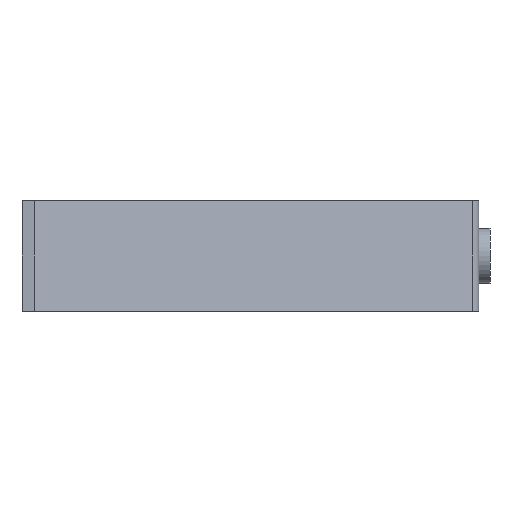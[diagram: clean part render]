
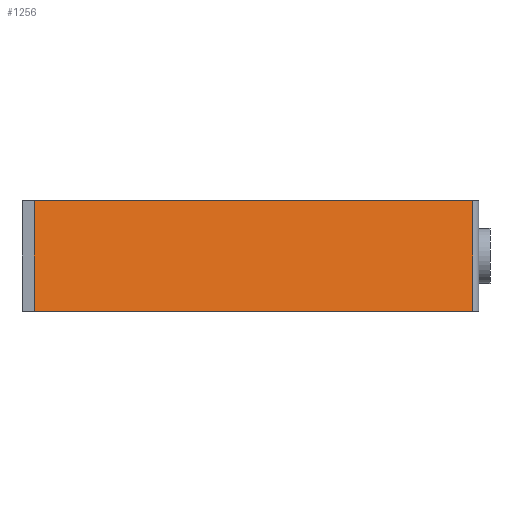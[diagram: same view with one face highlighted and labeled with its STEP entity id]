
A CAD part, left-side view. The second image highlights one B-rep face of the part: STEP entity #1256.
In plain terms, the highlighted planar face has unit normal (-0.906, -0.423, 0).
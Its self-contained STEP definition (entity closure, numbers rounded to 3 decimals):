
#22 = DIRECTION ( 'NONE',  ( -0.423, 0.906, 0. ) ) ;
#27 = DIRECTION ( 'NONE',  ( 0.906, 0.423, 0. ) ) ;
#29 = DIRECTION ( 'NONE',  ( 0., 0., 1. ) ) ;
#38 = CARTESIAN_POINT ( 'NONE',  ( 38.608, -163.69, 20. ) ) ;
#127 = LINE ( 'NONE', #132, #899 ) ;
#132 = CARTESIAN_POINT ( 'NONE',  ( 39.685, -166., 20. ) ) ;
#166 = DIRECTION ( 'NONE',  ( 0., 0., -1. ) ) ;
#183 = VERTEX_POINT ( 'NONE', #1099 ) ;
#191 = CARTESIAN_POINT ( 'NONE',  ( 39.685, -166., -20. ) ) ;
#200 = VECTOR ( 'NONE', #508, 1000. ) ;
#213 = PLANE ( 'NONE',  #516 ) ;
#218 = EDGE_CURVE ( 'NONE', #1176, #183, #600, .T. ) ;
#219 = FACE_OUTER_BOUND ( 'NONE', #916, .T. ) ;
#226 = LINE ( 'NONE', #38, #731 ) ;
#333 = CARTESIAN_POINT ( 'NONE',  ( 38.608, -163.69, 20. ) ) ;
#396 = EDGE_CURVE ( 'NONE', #512, #1176, #577, .T. ) ;
#427 = ORIENTED_EDGE ( 'NONE', *, *, #749, .F. ) ;
#508 = DIRECTION ( 'NONE',  ( 0.423, -0.906, 0. ) ) ;
#512 = VERTEX_POINT ( 'NONE', #685 ) ;
#516 = AXIS2_PLACEMENT_3D ( 'NONE', #613, #27, #22 ) ;
#577 = LINE ( 'NONE', #1249, #1143 ) ;
#600 = LINE ( 'NONE', #191, #200 ) ;
#612 = ORIENTED_EDGE ( 'NONE', *, *, #774, .T. ) ;
#613 = CARTESIAN_POINT ( 'NONE',  ( 39.685, -166., 20. ) ) ;
#685 = CARTESIAN_POINT ( 'NONE',  ( -35.624, -4.5, 20. ) ) ;
#726 = CARTESIAN_POINT ( 'NONE',  ( -35.624, -4.5, -20. ) ) ;
#731 = VECTOR ( 'NONE', #29, 1000. ) ;
#749 = EDGE_CURVE ( 'NONE', #512, #1241, #127, .T. ) ;
#774 = EDGE_CURVE ( 'NONE', #183, #1241, #226, .T. ) ;
#899 = VECTOR ( 'NONE', #1115, 1000. ) ;
#916 = EDGE_LOOP ( 'NONE', ( #927, #612, #427, #966 ) ) ;
#927 = ORIENTED_EDGE ( 'NONE', *, *, #218, .T. ) ;
#966 = ORIENTED_EDGE ( 'NONE', *, *, #396, .T. ) ;
#1099 = CARTESIAN_POINT ( 'NONE',  ( 38.608, -163.69, -20. ) ) ;
#1115 = DIRECTION ( 'NONE',  ( 0.423, -0.906, 0. ) ) ;
#1143 = VECTOR ( 'NONE', #166, 1000. ) ;
#1176 = VERTEX_POINT ( 'NONE', #726 ) ;
#1241 = VERTEX_POINT ( 'NONE', #333 ) ;
#1249 = CARTESIAN_POINT ( 'NONE',  ( -35.624, -4.5, 20. ) ) ;
#1256 = ADVANCED_FACE ( 'NONE', ( #219 ), #213, .F. ) ;
